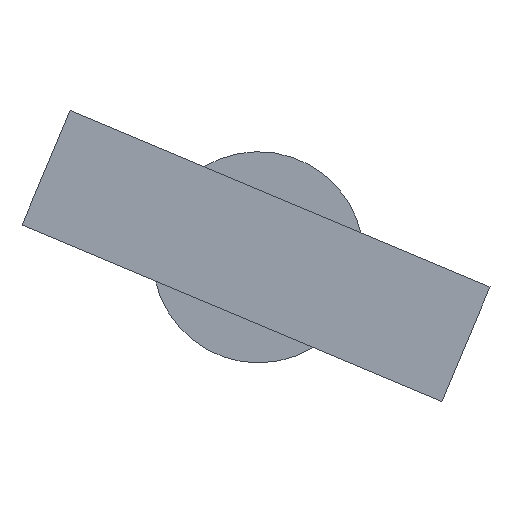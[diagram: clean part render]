
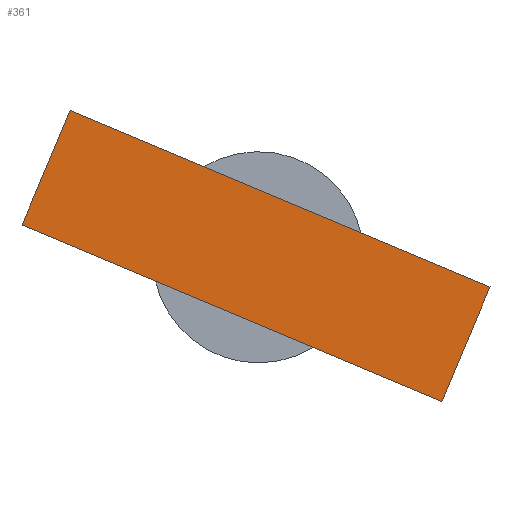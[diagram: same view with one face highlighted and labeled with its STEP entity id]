
A CAD part, left-side view. The second image highlights one B-rep face of the part: STEP entity #361.
In plain terms, the highlighted face is planar.
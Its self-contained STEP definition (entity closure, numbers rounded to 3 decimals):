
#192 = LINE ( 'NONE', #6923, #597 ) ;
#361 = ADVANCED_FACE ( 'NONE', ( #1282 ), #6905, .T. ) ;
#597 = VECTOR ( 'NONE', #838, 1000. ) ;
#838 = DIRECTION ( 'NONE',  ( 1., 0., 0. ) ) ;
#1175 = CARTESIAN_POINT ( 'NONE',  ( -20., 78., 12. ) ) ;
#1282 = FACE_OUTER_BOUND ( 'NONE', #2879, .T. ) ;
#1358 = EDGE_CURVE ( 'NONE', #7291, #2032, #2958, .T. ) ;
#1382 = ORIENTED_EDGE ( 'NONE', *, *, #2791, .F. ) ;
#1534 = DIRECTION ( 'NONE',  ( 0., 0., -1. ) ) ;
#1660 = LINE ( 'NONE', #7923, #2421 ) ;
#1792 = EDGE_CURVE ( 'NONE', #6580, #7291, #192, .T. ) ;
#1841 = CARTESIAN_POINT ( 'NONE',  ( 0., 78., 12. ) ) ;
#1969 = VERTEX_POINT ( 'NONE', #5320 ) ;
#2032 = VERTEX_POINT ( 'NONE', #4786 ) ;
#2421 = VECTOR ( 'NONE', #5947, 1000. ) ;
#2791 = EDGE_CURVE ( 'NONE', #6580, #1969, #1660, .T. ) ;
#2879 = EDGE_LOOP ( 'NONE', ( #5883, #1382, #5998, #7777 ) ) ;
#2958 = LINE ( 'NONE', #7268, #5018 ) ;
#3421 = LINE ( 'NONE', #5313, #4379 ) ;
#4379 = VECTOR ( 'NONE', #7042, 1000. ) ;
#4786 = CARTESIAN_POINT ( 'NONE',  ( 24., 78., 0. ) ) ;
#5018 = VECTOR ( 'NONE', #1534, 1000. ) ;
#5313 = CARTESIAN_POINT ( 'NONE',  ( 0., 78., 0. ) ) ;
#5320 = CARTESIAN_POINT ( 'NONE',  ( -20., 78., 0. ) ) ;
#5871 = CARTESIAN_POINT ( 'NONE',  ( 24., 78., 12. ) ) ;
#5883 = ORIENTED_EDGE ( 'NONE', *, *, #6832, .F. ) ;
#5947 = DIRECTION ( 'NONE',  ( 0., 0., -1. ) ) ;
#5998 = ORIENTED_EDGE ( 'NONE', *, *, #1792, .T. ) ;
#6251 = DIRECTION ( 'NONE',  ( 0., 0., 1. ) ) ;
#6580 = VERTEX_POINT ( 'NONE', #1175 ) ;
#6819 = DIRECTION ( 'NONE',  ( 0., 1., 0. ) ) ;
#6832 = EDGE_CURVE ( 'NONE', #1969, #2032, #3421, .T. ) ;
#6905 = PLANE ( 'NONE',  #7634 ) ;
#6923 = CARTESIAN_POINT ( 'NONE',  ( 0., 78., 12. ) ) ;
#7042 = DIRECTION ( 'NONE',  ( 1., 0., 0. ) ) ;
#7268 = CARTESIAN_POINT ( 'NONE',  ( 24., 78., 12. ) ) ;
#7291 = VERTEX_POINT ( 'NONE', #5871 ) ;
#7634 = AXIS2_PLACEMENT_3D ( 'NONE', #1841, #6819, #6251 ) ;
#7777 = ORIENTED_EDGE ( 'NONE', *, *, #1358, .T. ) ;
#7923 = CARTESIAN_POINT ( 'NONE',  ( -20., 78., 12. ) ) ;
